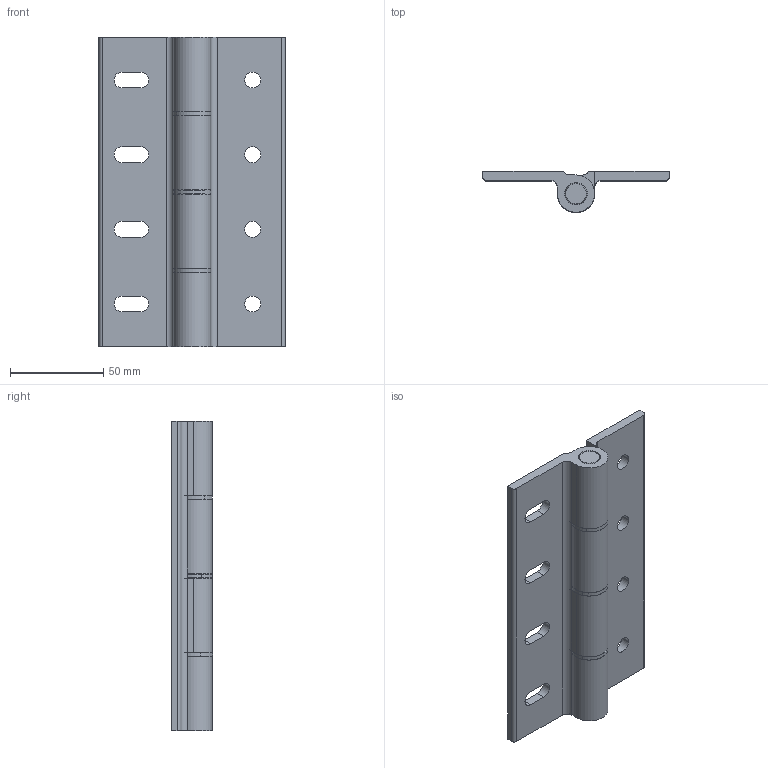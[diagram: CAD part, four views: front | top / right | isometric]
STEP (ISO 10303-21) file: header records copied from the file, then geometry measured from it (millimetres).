
FILE_DESCRIPTION((''),'2;1');
FILE_NAME('SZ0766N.stp','2009-07-27T13:47:29',(''),(''),'Mechanical Desktop 2007','Mechanical Desktop 2007',', , ');
FILE_SCHEMA(('CONFIG_CONTROL_DESIGN'));
Length unit declared in the file: millimetre
Products named in the file (2): SZ0766NA; SZ0766N
Assembly tree (1 placements, depth 2):
  SZ0766NA
    SZ0766N
Bounding box: 100 x 22 x 166 mm (x, y, z)
Volume: 119826.6 mm3; surface area: 56698.2 mm2
Topology: 6 solids, 6 shells, 111 faces, 281 edges, 182 vertices
Faces by surface type: cylinder 60, plane 44, cone 4, bspline 3
Entity records: 3581 total; most frequent: CARTESIAN_POINT 651, DIRECTION 622, ORIENTED_EDGE 556, EDGE_CURVE 278, AXIS2_PLACEMENT_3D 234, VERTEX_POINT 182, VECTOR 154, LINE 154
